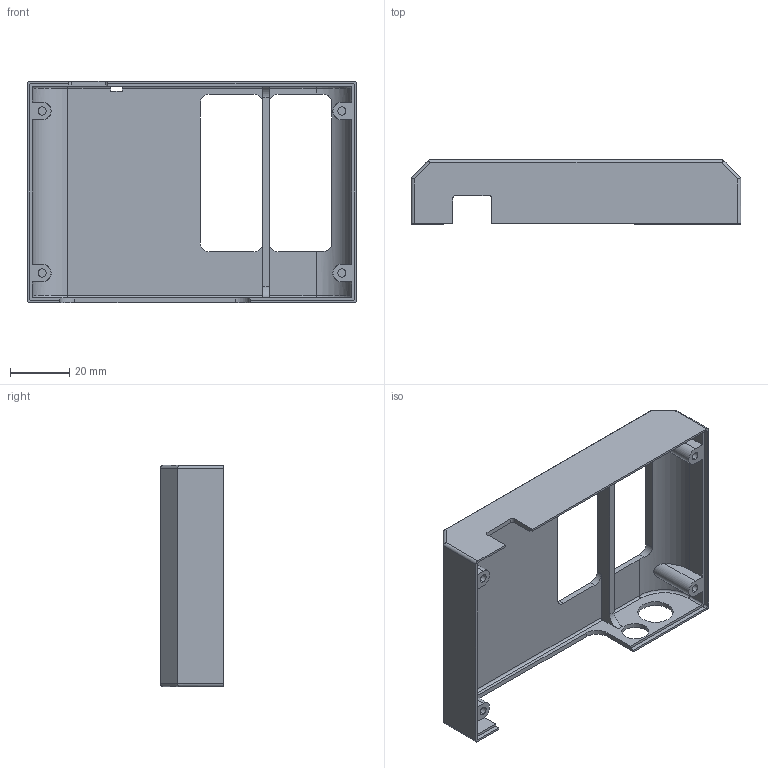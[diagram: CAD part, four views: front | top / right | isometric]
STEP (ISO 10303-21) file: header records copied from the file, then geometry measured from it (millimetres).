
FILE_DESCRIPTION (( 'STEP AP214' ), '1' );
FILE_NAME ('Shell_Top_rev3.STEP', '2025-02-08T14:28:37', ( '' ), ( '' ), 'SwSTEP 2.0', 'SolidWorks 2020', '' );
FILE_SCHEMA (( 'AUTOMOTIVE_DESIGN' ));
Length unit declared in the file: millimetre
Products named in the file (1): Shell_Top_rev3
Bounding box: 110.81 x 21.5 x 74.48 mm (x, y, z)
Volume: 24531.8 mm3; surface area: 24989.9 mm2
Topology: 1 solids, 1 shells, 225 faces, 615 edges, 406 vertices
Faces by surface type: plane 129, cylinder 57, bspline 35, torus 4
Entity records: 9147 total; most frequent: CARTESIAN_POINT 3576, ORIENTED_EDGE 1230, DIRECTION 1015, EDGE_CURVE 615, VECTOR 417, LINE 417, VERTEX_POINT 406, AXIS2_PLACEMENT_3D 299
